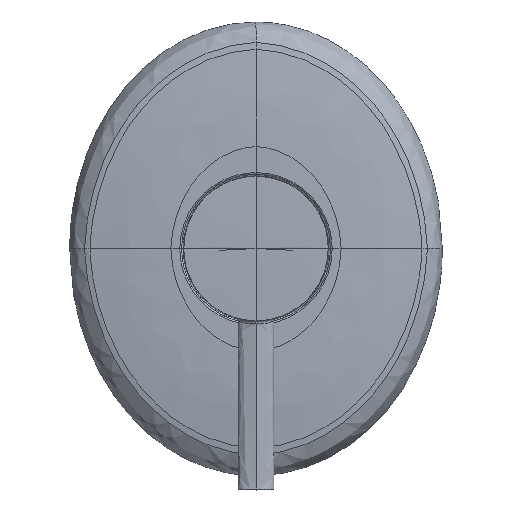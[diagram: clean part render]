
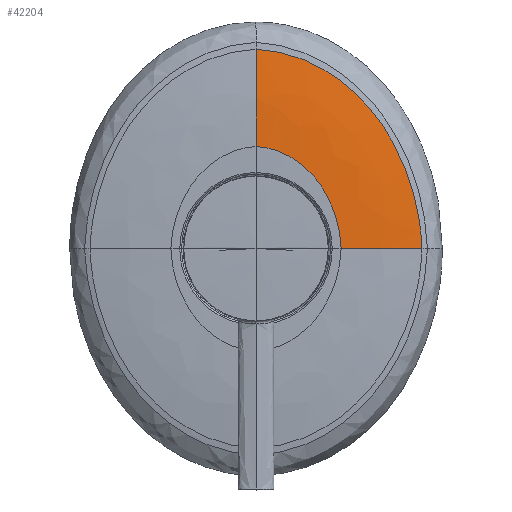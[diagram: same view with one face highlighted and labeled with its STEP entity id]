
A CAD part, top view. The second image highlights one B-rep face of the part: STEP entity #42204.
In plain terms, the highlighted free-form (B-spline) face has degree [3, 3] with [7, 4] control points.
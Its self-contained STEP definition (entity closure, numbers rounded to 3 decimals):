
#40370=CARTESIAN_POINT('',(51.205,0.,41.403));
#40371=CARTESIAN_POINT('',(42.956,0.,42.745));
#40372=CARTESIAN_POINT('',(34.623,0.,43.57));
#40373=CARTESIAN_POINT('',(26.271,0.,43.871));
#40375=CARTESIAN_POINT('',(0.,31.577,44.));
#40376=CARTESIAN_POINT('',(3.35,31.421,43.989));
#40377=CARTESIAN_POINT('',(10.048,29.562,43.968));
#40378=CARTESIAN_POINT('',(18.638,22.487,43.935));
#40379=CARTESIAN_POINT('',(24.533,12.131,43.903));
#40380=CARTESIAN_POINT('',(26.115,4.044,43.881));
#40381=CARTESIAN_POINT('',(26.271,0.,43.871));
#40383=CARTESIAN_POINT('',(0.,61.597,41.734));
#40384=CARTESIAN_POINT('',(0.,51.666,43.242));
#40385=CARTESIAN_POINT('',(0.,41.621,44.));
#40386=CARTESIAN_POINT('',(0.,31.577,44.));
#40586=CARTESIAN_POINT('',(51.205,0.,41.403));
#40588=CARTESIAN_POINT('',(0.,61.597,41.734));
#40589=CARTESIAN_POINT('',(6.535,61.301,41.707));
#40590=CARTESIAN_POINT('',(19.603,57.687,41.651));
#40591=CARTESIAN_POINT('',(36.356,43.889,41.568));
#40592=CARTESIAN_POINT('',(47.842,23.679,41.485));
#40593=CARTESIAN_POINT('',(50.911,7.894,41.43));
#40594=CARTESIAN_POINT('',(51.205,0.,41.403));
#40599=CARTESIAN_POINT('',(0.,61.597,41.734));
#41486=VERTEX_POINT('',#40599);
#41487=VERTEX_POINT('',#40386);
#41492=VERTEX_POINT('',#40586);
#41493=VERTEX_POINT('',#40373);
#42167=CARTESIAN_POINT('',(-0.881,61.924,
41.692));
#42168=CARTESIAN_POINT('',(-0.737,51.794,
43.247));
#42169=CARTESIAN_POINT('',(-0.591,41.542,
44.02));
#42170=CARTESIAN_POINT('',(-0.445,31.291,
44.001));
#42171=CARTESIAN_POINT('',(5.978,61.757,41.664));
#42172=CARTESIAN_POINT('',(4.997,51.645,43.204));
#42173=CARTESIAN_POINT('',(4.01,41.423,43.982));
#42174=CARTESIAN_POINT('',(3.021,31.201,43.991));
#42175=CARTESIAN_POINT('',(19.446,58.173,41.608));
#42176=CARTESIAN_POINT('',(16.255,48.636,43.119));
#42177=CARTESIAN_POINT('',(13.043,39.01,43.909));
#42178=CARTESIAN_POINT('',(9.825,29.384,43.97));
#42179=CARTESIAN_POINT('',(36.532,44.102,41.526));
#42180=CARTESIAN_POINT('',(30.54,36.865,42.992));
#42181=CARTESIAN_POINT('',(24.505,29.568,43.799));
#42182=CARTESIAN_POINT('',(18.46,22.272,43.94));
#42183=CARTESIAN_POINT('',(48.215,23.543,41.443));
#42184=CARTESIAN_POINT('',(40.316,19.678,42.866));
#42185=CARTESIAN_POINT('',(32.35,15.783,43.69));
#42186=CARTESIAN_POINT('',(24.37,11.889,43.909));
#42187=CARTESIAN_POINT('',(51.27,7.344,41.387));
#42188=CARTESIAN_POINT('',(42.881,6.139,42.781));
#42189=CARTESIAN_POINT('',(34.411,4.924,43.617));
#42190=CARTESIAN_POINT('',(25.923,3.709,43.889));
#42191=CARTESIAN_POINT('',(51.479,-0.881,
41.359));
#42192=CARTESIAN_POINT('',(43.064,-0.736,
42.738));
#42193=CARTESIAN_POINT('',(34.559,-0.591,
43.58));
#42194=CARTESIAN_POINT('',(26.035,-0.445,
43.878));
#42195=B_SPLINE_SURFACE_WITH_KNOTS('',3,3,((#42167,#42168,#42169,#42170),
(#42171,#42172,#42173,#42174),(#42175,#42176,#42177,#42178),(#42179,#42180,
#42181,#42182),(#42183,#42184,#42185,#42186),(#42187,#42188,#42189,#42190),(
#42191,#42192,#42193,#42194)),.UNSPECIFIED.,.F.,.F.,.F.,(4,1,1,1,4),(4,4),(
-0.011,0.25,0.5,0.75,1.009),(0.167,
0.58),.UNSPECIFIED.);
#42196=ORIENTED_EDGE('',*,*,#42150,.T.);
#42197=ORIENTED_EDGE('',*,*,#41704,.F.);
#42199=ORIENTED_EDGE('',*,*,#42198,.F.);
#42201=ORIENTED_EDGE('',*,*,#42200,.T.);
#42202=EDGE_LOOP('',(#42196,#42197,#42199,#42201));
#42203=FACE_OUTER_BOUND('',#42202,.F.);
#42204=ADVANCED_FACE('',(#42203),#42195,.F.);
#40374=B_SPLINE_CURVE_WITH_KNOTS('',3,(#40370,#40371,#40372,#40373),
.UNSPECIFIED.,.F.,.F.,(4,4),(0.,1.),.UNSPECIFIED.);
#40382=B_SPLINE_CURVE_WITH_KNOTS('',3,(#40375,#40376,#40377,#40378,#40379,
#40380,#40381),.UNSPECIFIED.,.F.,.F.,(4,1,1,1,4),(0.,0.25,0.5,0.75,
1.),.UNSPECIFIED.);
#40387=B_SPLINE_CURVE_WITH_KNOTS('',3,(#40383,#40384,#40385,#40386),
.UNSPECIFIED.,.F.,.F.,(4,4),(0.,1.),.UNSPECIFIED.);
#40595=B_SPLINE_CURVE_WITH_KNOTS('',3,(#40588,#40589,#40590,#40591,#40592,
#40593,#40594),.UNSPECIFIED.,.F.,.F.,(4,1,1,1,4),(0.,0.25,0.5,0.75,
1.),.UNSPECIFIED.);
#41704=EDGE_CURVE('',#41487,#41493,#40382,.T.);
#42150=EDGE_CURVE('',#41492,#41493,#40374,.T.);
#42198=EDGE_CURVE('',#41486,#41487,#40387,.T.);
#42200=EDGE_CURVE('',#41486,#41492,#40595,.T.);
